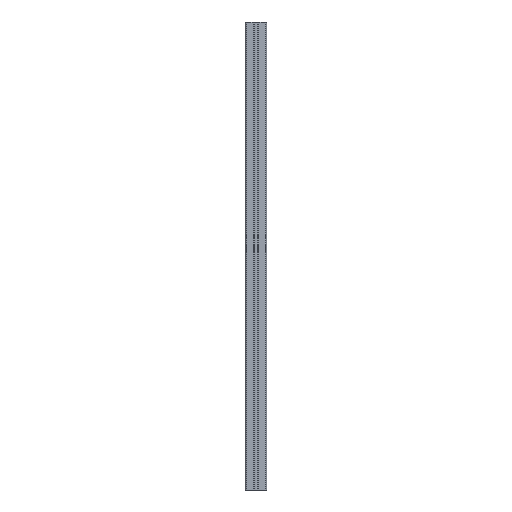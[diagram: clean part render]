
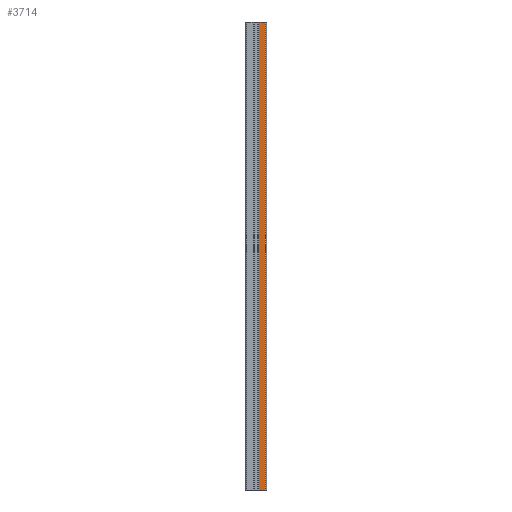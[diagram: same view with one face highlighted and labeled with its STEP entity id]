
A CAD part, front view. The second image highlights one B-rep face of the part: STEP entity #3714.
In plain terms, the highlighted planar face has unit normal (0, -1, 0).
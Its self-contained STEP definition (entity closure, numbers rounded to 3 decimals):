
#64=PLANE($,#4011);
#218=FACE_OUTER_BOUND($,#406,.T.);
#406=EDGE_LOOP($,(#2771,#2772,#2773,#2774));
#684=LINE($,#5853,#1072);
#685=LINE($,#5856,#1073);
#686=LINE($,#5858,#1074);
#687=LINE($,#5859,#1075);
#1072=VECTOR($,#4743,1000.);
#1073=VECTOR($,#4746,13.2);
#1074=VECTOR($,#4747,13.2);
#1075=VECTOR($,#4748,1000.);
#1649=VERTEX_POINT($,#5849);
#1650=VERTEX_POINT($,#5851);
#1651=VERTEX_POINT($,#5855);
#1652=VERTEX_POINT($,#5857);
#2116=EDGE_CURVE($,#1649,#1650,#684,.T.);
#2117=EDGE_CURVE($,#1651,#1649,#685,.T.);
#2118=EDGE_CURVE($,#1652,#1650,#686,.T.);
#2119=EDGE_CURVE($,#1651,#1652,#687,.T.);
#2771=ORIENTED_EDGE($,*,*,#2117,.T.);
#2772=ORIENTED_EDGE($,*,*,#2116,.T.);
#2773=ORIENTED_EDGE($,*,*,#2118,.F.);
#2774=ORIENTED_EDGE($,*,*,#2119,.F.);
#3714=ADVANCED_FACE($,(#218),#64,.T.);
#4011=AXIS2_PLACEMENT_3D($,#5854,#4744,#4745);
#4743=DIRECTION($,(0.,0.,1.));
#4744=DIRECTION('center_axis',(0.,-1.,0.));
#4745=DIRECTION('ref_axis',(1.,0.,0.));
#4746=DIRECTION($,(1.,0.,0.));
#4747=DIRECTION($,(1.,0.,0.));
#4748=DIRECTION($,(0.,0.,1.));
#5849=CARTESIAN_POINT('',(19.5,-22.5,0.));
#5851=CARTESIAN_POINT('',(19.5,-22.5,1000.));
#5853=CARTESIAN_POINT($,(19.5,-22.5,0.));
#5854=CARTESIAN_POINT('Origin',(6.3,-22.5,0.));
#5855=CARTESIAN_POINT('',(6.3,-22.5,0.));
#5856=CARTESIAN_POINT($,(6.3,-22.5,0.));
#5857=CARTESIAN_POINT('',(6.3,-22.5,1000.));
#5858=CARTESIAN_POINT($,(6.3,-22.5,1000.));
#5859=CARTESIAN_POINT($,(6.3,-22.5,0.));
